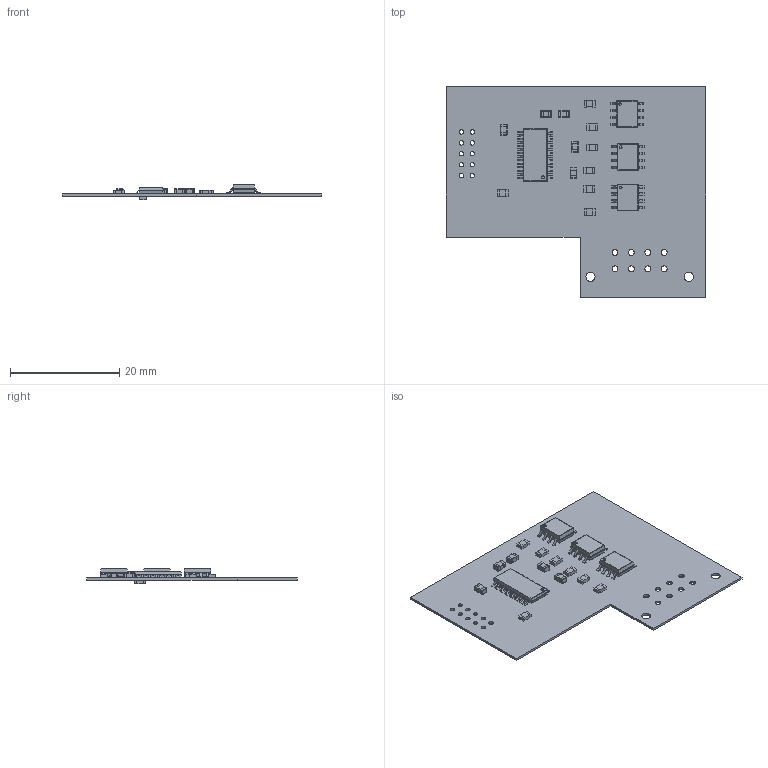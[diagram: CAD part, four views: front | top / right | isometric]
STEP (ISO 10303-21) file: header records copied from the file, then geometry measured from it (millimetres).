
FILE_DESCRIPTION(('Open CASCADE Model'),'2;1');
FILE_NAME('Open CASCADE Shape Model','2019-11-14T14:53:44',('Author'),( 'Open CASCADE'),'Open CASCADE STEP processor 6.8','Open CASCADE 6.8' ,'Unknown');
FILE_SCHEMA(('AUTOMOTIVE_DESIGN { 1 0 10303 214 1 1 1 1 }'));
Length unit declared in the file: millimetre
Products named in the file (55): PCB; Board; Open CASCADE STEP translator 6.8 1.1.1; C3; 6339542800; Fillet1; Fillet2; body2; R3; 6376622576; term1; term2; body; C2; 6339528560; R8; 6381003504; R7; 6339533680; R6; R5; R4; R2; R1; Q3; 6339541200; Body; PinsArrayLR; Q2; Q1; IC1; 6376626176; ThermalPad; C5; 6339528800; C4; 6376626736; C1
Assembly tree (62 placements, depth 4):
  PCB
    Board
      Open CASCADE STEP translator 6.8 1.1.1
    C3
      6339542800
        Fillet1
        Fillet2
        body2
    R3
      6376622576
        term1
        term2
        body
    C2
      6339528560
        Fillet1
        Fillet2
        body2
    R8
      6381003504
        term1
        term2
        body
    R7
      6339533680
        term1
        term2
        body
    R6
      6339533680
        term1
        term2
        body
    R5
      6339533680
        term1
        term2
        body
    R4
      6339533680
        term1
        term2
        body
    R2
      6339533680
        term1
        term2
        body
    R1
      6339533680
        term1
        term2
        body
    Q3
      6339541200
        Body
        PinsArrayLR
    Q2
      6339541200
        Body
Bounding box: 47.5 x 38.5 x 2.81 mm (x, y, z)
Volume: 796.4 mm3; surface area: 3756.6 mm2
Topology: 97 solids, 97 shells, 1180 faces, 2802 edges, 1780 vertices
Faces by surface type: plane 828, cylinder 312, sphere 40
Full cylindrical faces by diameter (mm): 0.487 x3, 0.55 x1, 0.8 x10, 1.07 x8, 1.67 x2
Entity records: 24027 total; most frequent: DIRECTION 4002, CARTESIAN_POINT 3915, ORIENTED_EDGE 3728, EDGE_CURVE 1864, LINE 1428, VECTOR 1428, AXIS2_PLACEMENT_3D 1287, VERTEX_POINT 1200
